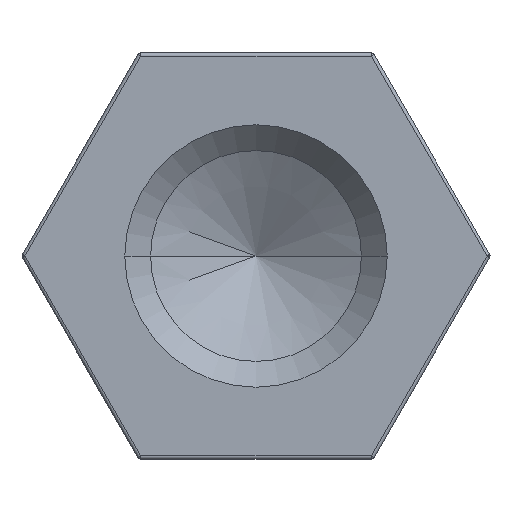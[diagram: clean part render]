
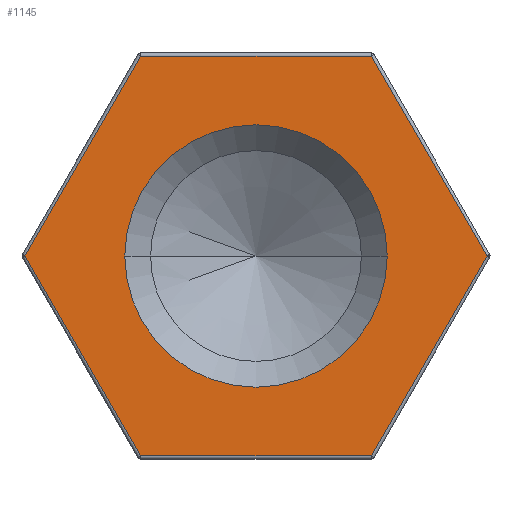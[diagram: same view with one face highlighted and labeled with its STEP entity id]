
A CAD part, left-side view. The second image highlights one B-rep face of the part: STEP entity #1145.
In plain terms, the highlighted planar face has unit normal (-1, 0, 0).
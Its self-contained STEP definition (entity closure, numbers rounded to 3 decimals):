
#51 = CARTESIAN_POINT ( 'NONE',  ( 0., 3.695, -6.4 ) ) ;
#59 = AXIS2_PLACEMENT_3D ( 'NONE', #245, #239, #238 ) ;
#60 = VECTOR ( 'NONE', #318, 1000. ) ;
#94 = AXIS2_PLACEMENT_3D ( 'NONE', #711, #605, #602 ) ;
#97 = EDGE_CURVE ( 'NONE', #1382, #833, #812, .T. ) ;
#148 = EDGE_CURVE ( 'NONE', #1324, #797, #1029, .T. ) ;
#162 = EDGE_CURVE ( 'NONE', #199, #1324, #761, .T. ) ;
#165 = EDGE_CURVE ( 'NONE', #499, #199, #1429, .T. ) ;
#167 = EDGE_CURVE ( 'NONE', #1161, #499, #1002, .T. ) ;
#169 = EDGE_CURVE ( 'NONE', #966, #1161, #511, .T. ) ;
#171 = EDGE_CURVE ( 'NONE', #797, #966, #434, .T. ) ;
#172 = EDGE_CURVE ( 'NONE', #833, #1382, #1185, .T. ) ;
#199 = VERTEX_POINT ( 'NONE', #51 ) ;
#214 = CARTESIAN_POINT ( 'NONE',  ( 0., 7.39, 0. ) ) ;
#228 = DIRECTION ( 'NONE',  ( 0., 1., 0. ) ) ;
#238 = DIRECTION ( 'NONE',  ( 0., 1., 0. ) ) ;
#239 = DIRECTION ( 'NONE',  ( 1., 0., 0. ) ) ;
#245 = CARTESIAN_POINT ( 'NONE',  ( 0., 0., 0. ) ) ;
#252 = DIRECTION ( 'NONE',  ( 0., 0.5, -0.866 ) ) ;
#284 = CARTESIAN_POINT ( 'NONE',  ( 0., 5.543, 3.2 ) ) ;
#294 = CARTESIAN_POINT ( 'NONE',  ( 0., 0., 6.4 ) ) ;
#318 = DIRECTION ( 'NONE',  ( 0., -0.5, 0.866 ) ) ;
#321 = CARTESIAN_POINT ( 'NONE',  ( 0., 5.543, -3.2 ) ) ;
#434 = LINE ( 'NONE', #628, #952 ) ;
#473 = VECTOR ( 'NONE', #664, 1000. ) ;
#499 = VERTEX_POINT ( 'NONE', #214 ) ;
#511 = LINE ( 'NONE', #294, #1403 ) ;
#554 = EDGE_LOOP ( 'NONE', ( #557, #1265 ) ) ;
#557 = ORIENTED_EDGE ( 'NONE', *, *, #172, .T. ) ;
#565 = FACE_OUTER_BOUND ( 'NONE', #927, .T. ) ;
#580 = ORIENTED_EDGE ( 'NONE', *, *, #169, .T. ) ;
#602 = DIRECTION ( 'NONE',  ( 0., 1., 0. ) ) ;
#605 = DIRECTION ( 'NONE',  ( 1., 0., 0. ) ) ;
#623 = ORIENTED_EDGE ( 'NONE', *, *, #171, .T. ) ;
#625 = DIRECTION ( 'NONE',  ( 0., 1., 0. ) ) ;
#628 = CARTESIAN_POINT ( 'NONE',  ( 0., -5.543, 3.2 ) ) ;
#633 = PLANE ( 'NONE',  #1341 ) ;
#642 = DIRECTION ( 'NONE',  ( 0., 0.5, 0.866 ) ) ;
#645 = CARTESIAN_POINT ( 'NONE',  ( 0., 0., -6.4 ) ) ;
#664 = DIRECTION ( 'NONE',  ( 0., -1., 0. ) ) ;
#665 = DIRECTION ( 'NONE',  ( 0., -0.5, -0.866 ) ) ;
#703 = CARTESIAN_POINT ( 'NONE',  ( 0., -5.543, -3.2 ) ) ;
#711 = CARTESIAN_POINT ( 'NONE',  ( 0., 0., 0. ) ) ;
#732 = VECTOR ( 'NONE', #252, 1000. ) ;
#757 = CARTESIAN_POINT ( 'NONE',  ( 0., -7.39, 0. ) ) ;
#761 = LINE ( 'NONE', #645, #473 ) ;
#762 = CARTESIAN_POINT ( 'NONE',  ( 0., -3.695, -6.4 ) ) ;
#784 = CARTESIAN_POINT ( 'NONE',  ( 0., 4.2, 0. ) ) ;
#797 = VERTEX_POINT ( 'NONE', #757 ) ;
#812 = CIRCLE ( 'NONE', #94, 4.2 ) ;
#822 = FACE_BOUND ( 'NONE', #554, .T. ) ;
#833 = VERTEX_POINT ( 'NONE', #784 ) ;
#869 = ORIENTED_EDGE ( 'NONE', *, *, #162, .T. ) ;
#927 = EDGE_LOOP ( 'NONE', ( #623, #580, #1405, #1316, #869, #1290 ) ) ;
#928 = DIRECTION ( 'NONE',  ( 1., 0., 0. ) ) ;
#952 = VECTOR ( 'NONE', #642, 1000. ) ;
#966 = VERTEX_POINT ( 'NONE', #1171 ) ;
#1002 = LINE ( 'NONE', #284, #732 ) ;
#1029 = LINE ( 'NONE', #703, #60 ) ;
#1105 = CARTESIAN_POINT ( 'NONE',  ( 0., 3.695, 6.4 ) ) ;
#1145 = ADVANCED_FACE ( 'NONE', ( #565, #822 ), #633, .F. ) ;
#1161 = VERTEX_POINT ( 'NONE', #1105 ) ;
#1171 = CARTESIAN_POINT ( 'NONE',  ( 0., -3.695, 6.4 ) ) ;
#1185 = CIRCLE ( 'NONE', #59, 4.2 ) ;
#1211 = VECTOR ( 'NONE', #665, 1000. ) ;
#1265 = ORIENTED_EDGE ( 'NONE', *, *, #97, .T. ) ;
#1290 = ORIENTED_EDGE ( 'NONE', *, *, #148, .T. ) ;
#1316 = ORIENTED_EDGE ( 'NONE', *, *, #165, .T. ) ;
#1324 = VERTEX_POINT ( 'NONE', #762 ) ;
#1341 = AXIS2_PLACEMENT_3D ( 'NONE', #1354, #928, #228 ) ;
#1354 = CARTESIAN_POINT ( 'NONE',  ( 0., 0., 0. ) ) ;
#1375 = CARTESIAN_POINT ( 'NONE',  ( 0., -4.2, 0. ) ) ;
#1382 = VERTEX_POINT ( 'NONE', #1375 ) ;
#1403 = VECTOR ( 'NONE', #625, 1000. ) ;
#1405 = ORIENTED_EDGE ( 'NONE', *, *, #167, .T. ) ;
#1429 = LINE ( 'NONE', #321, #1211 ) ;
